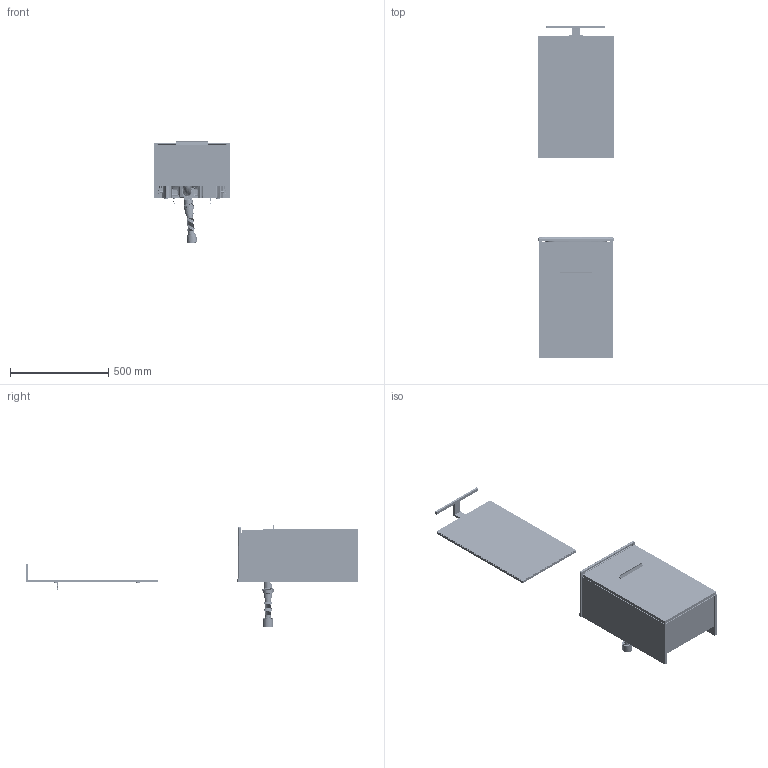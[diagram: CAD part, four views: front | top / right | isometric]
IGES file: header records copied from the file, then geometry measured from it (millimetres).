
Start section: SolidWorks IGES file using analytic representation for surfaces
Global section: file name: 75064_75065_Mia Set, 40 cm, kapaklý.IGS; native system: SolidWorks 2018; preprocessor: SolidWorks 2018; author: betul.incukur; date: 191224.103232; units: millimetre
Bounding box: 385 x 1693 x 523.28 mm (x, y, z)
Surface area: 3187361.1 mm2 (no closed solid volume)
Topology: 0 solids, 0 shells, 7802 faces, 89067 edges, 88910 vertices
Faces by surface type: bspline 4847, revolution 2955
